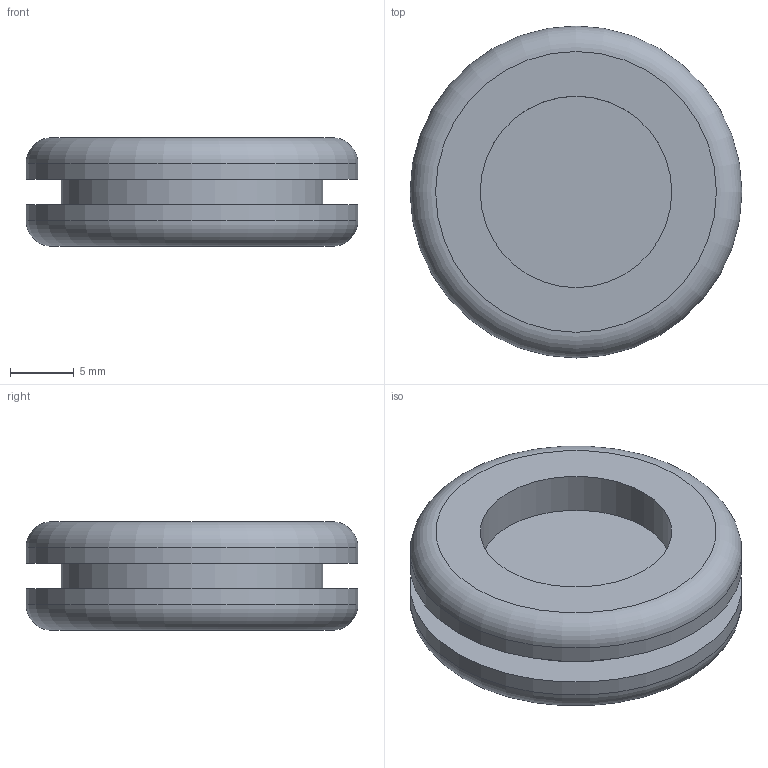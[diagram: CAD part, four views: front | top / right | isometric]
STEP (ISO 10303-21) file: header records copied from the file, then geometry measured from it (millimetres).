
FILE_DESCRIPTION(/* description */ ('PRESSACAVO . IPC1015 GOMMA Ø26'),/* implementation_level */ '2;1');
FILE_NAME(/* name */ 'CMEGC0000017 - XE45112G.stp',/* time_stamp */ '2019-12-16T16:55:39+01:00',/* author */ ('fzagni'),/* organization */ (''),/* preprocessor_version */ 'ST-DEVELOPER v17.2',/* originating_system */ 'Autodesk Inventor 2019',/* authorisation */ '');
FILE_SCHEMA (('AUTOMOTIVE_DESIGN { 1 0 10303 214 3 1 1 }'));
Length unit declared in the file: millimetre
Products named in the file (1): CMEGC0000017
Bounding box: 26 x 26 x 8.5 mm (x, y, z)
Volume: 2827.1 mm3; surface area: 2285.8 mm2
Topology: 1 solids, 1 shells, 13 faces, 25 edges, 18 vertices
Faces by surface type: plane 6, cylinder 5, torus 2
Full cylindrical faces by diameter (mm): 15 x2, 20.5 x1, 26 x2
Entity records: 392 total; most frequent: DIRECTION 73, CARTESIAN_POINT 57, ORIENTED_EDGE 50, AXIS2_PLACEMENT_3D 34, EDGE_CURVE 25, CIRCLE 20, VERTEX_POINT 18, EDGE_LOOP 17
